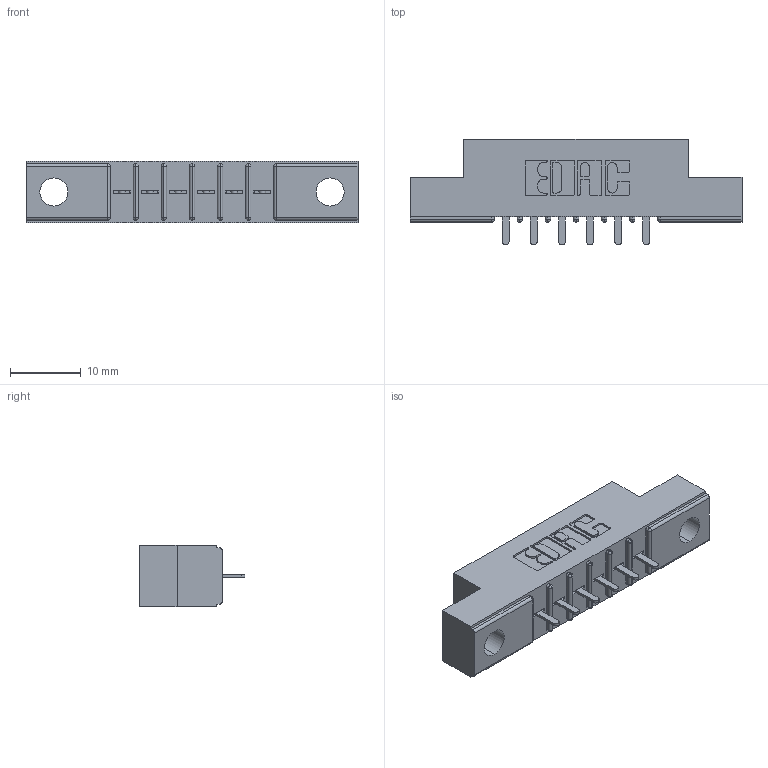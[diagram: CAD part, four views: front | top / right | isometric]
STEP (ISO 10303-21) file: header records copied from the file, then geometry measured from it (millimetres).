
FILE_DESCRIPTION (( 'STEP AP203' ), '1' );
FILE_NAME ('356-006-421-104.STEP', '2020-09-23T08:31:48', ( '' ), ( '' ), 'SwSTEP 2.0', 'SolidWorks 2020', '' );
FILE_SCHEMA (( 'CONFIG_CONTROL_DESIGN' ));
Length unit declared in the file: inch
Products named in the file (3): 306 Part_.156 Dia; 356-006-421-104; 306-290-001_121
Assembly tree (7 placements, depth 2):
  356-006-421-104
    306 Part_.156 Dia
    306-290-001_121  x6
Bounding box: 46.79 x 14.88 x 8.71 mm (x, y, z)
Volume: 3011.6 mm3; surface area: 3779.1 mm2
Topology: 7 solids, 7 shells, 550 faces, 1534 edges, 988 vertices
Faces by surface type: plane 364, cylinder 162, sphere 24
Entity records: 10633 total; most frequent: CARTESIAN_POINT 1783, ORIENTED_EDGE 1760, DIRECTION 1754, EDGE_CURVE 880, VECTOR 676, LINE 676, VERTEX_POINT 568, AXIS2_PLACEMENT_3D 539
